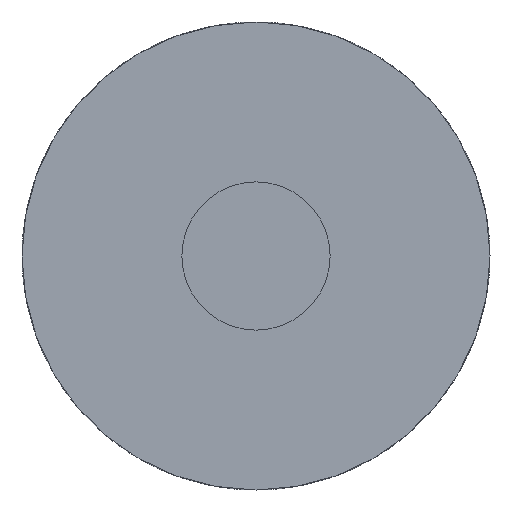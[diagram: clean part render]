
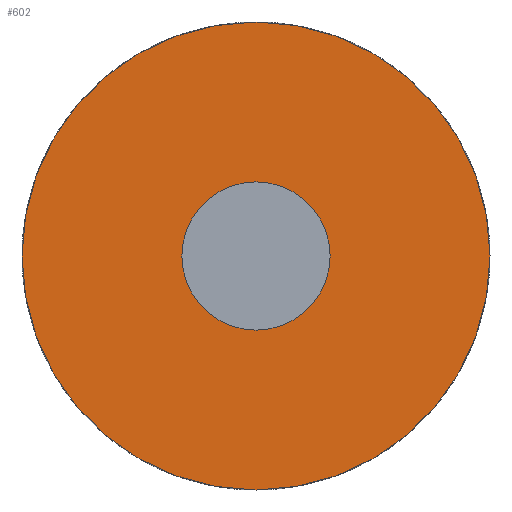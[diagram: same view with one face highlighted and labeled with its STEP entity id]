
A CAD part, front view. The second image highlights one B-rep face of the part: STEP entity #602.
In plain terms, the highlighted planar face has unit normal (0, -1, 0).
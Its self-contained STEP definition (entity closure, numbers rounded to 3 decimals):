
#15=FACE_BOUND('',#113,.T.);
#46=PLANE('',#692);
#79=FACE_OUTER_BOUND('',#112,.T.);
#112=EDGE_LOOP('',(#553));
#113=EDGE_LOOP('',(#554));
#197=CIRCLE('',#638,6.);
#223=CIRCLE('',#689,1.9);
#272=VERTEX_POINT('',#1187);
#283=VERTEX_POINT('',#1311);
#338=EDGE_CURVE('',#272,#272,#197,.T.);
#372=EDGE_CURVE('',#283,#283,#223,.T.);
#553=ORIENTED_EDGE('',*,*,#338,.F.);
#554=ORIENTED_EDGE('',*,*,#372,.T.);
#602=ADVANCED_FACE('',(#79,#15),#46,.F.);
#638=AXIS2_PLACEMENT_3D('',#1189,#765,#766);
#689=AXIS2_PLACEMENT_3D('',#1312,#872,#873);
#692=AXIS2_PLACEMENT_3D('',#1317,#879,#880);
#765=DIRECTION('center_axis',(0.,1.,0.));
#766=DIRECTION('ref_axis',(1.,0.,0.));
#872=DIRECTION('center_axis',(0.,1.,0.));
#873=DIRECTION('ref_axis',(1.,0.,0.));
#879=DIRECTION('center_axis',(0.,1.,0.));
#880=DIRECTION('ref_axis',(1.,0.,0.));
#1187=CARTESIAN_POINT('',(-6.,0.,0.));
#1189=CARTESIAN_POINT('Origin',(0.,0.,0.));
#1311=CARTESIAN_POINT('',(-1.9,0.,0.));
#1312=CARTESIAN_POINT('Origin',(0.,0.,0.));
#1317=CARTESIAN_POINT('Origin',(0.,0.,0.));
